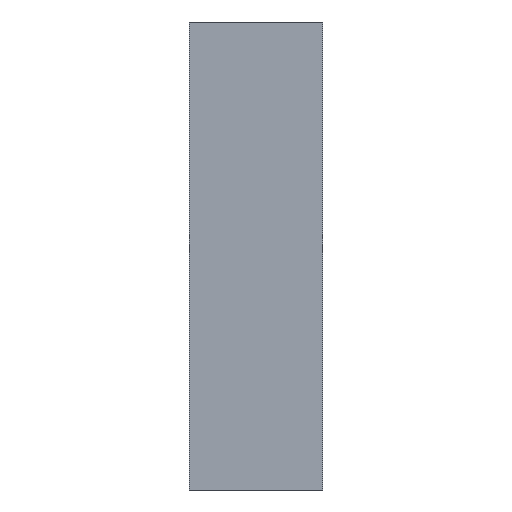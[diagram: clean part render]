
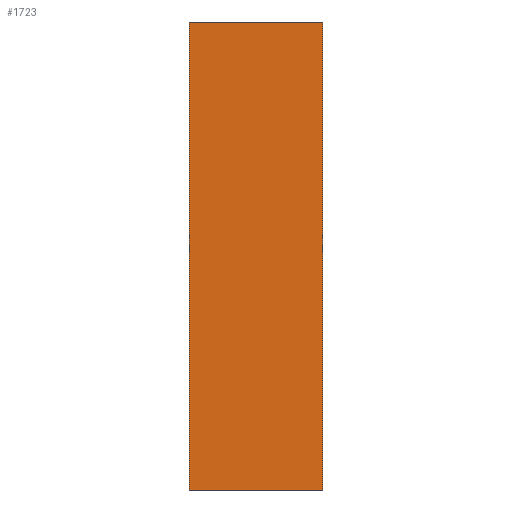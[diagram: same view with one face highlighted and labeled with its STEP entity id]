
A CAD part, left-side view. The second image highlights one B-rep face of the part: STEP entity #1723.
In plain terms, the highlighted planar face has unit normal (-1, 0, 0).
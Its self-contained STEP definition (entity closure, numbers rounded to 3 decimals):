
#13=DIRECTION('',(0.,-1.,0.));
#14=VECTOR('',#13,20.);
#15=CARTESIAN_POINT('',(-300.,10.,0.));
#16=LINE('',#15,#14);
#17=DIRECTION('',(0.,0.,1.));
#18=VECTOR('',#17,70.);
#19=CARTESIAN_POINT('',(-300.,-10.,0.));
#20=LINE('',#19,#18);
#37=DIRECTION('',(0.,0.,1.));
#38=VECTOR('',#37,70.);
#39=CARTESIAN_POINT('',(-300.,10.,0.));
#40=LINE('',#39,#38);
#69=DIRECTION('',(0.,-1.,0.));
#70=VECTOR('',#69,20.);
#71=CARTESIAN_POINT('',(-300.,10.,70.));
#72=LINE('',#71,#70);
#1273=CARTESIAN_POINT('',(-300.,-10.,0.));
#1275=VERTEX_POINT('',#1273);
#1279=CARTESIAN_POINT('',(-300.,10.,0.));
#1280=VERTEX_POINT('',#1279);
#1281=CARTESIAN_POINT('',(-300.,-10.,70.));
#1283=VERTEX_POINT('',#1281);
#1287=CARTESIAN_POINT('',(-300.,10.,70.));
#1288=VERTEX_POINT('',#1287);
#1710=CARTESIAN_POINT('',(-300.,10.,0.));
#1711=DIRECTION('',(-1.,0.,0.));
#1712=DIRECTION('',(0.,-1.,0.));
#1713=AXIS2_PLACEMENT_3D('',#1710,#1711,#1712);
#1714=PLANE('',#1713);
#1715=ORIENTED_EDGE('',*,*,#1680,.F.);
#1717=ORIENTED_EDGE('',*,*,#1716,.T.);
#1719=ORIENTED_EDGE('',*,*,#1718,.T.);
#1720=ORIENTED_EDGE('',*,*,#1691,.F.);
#1721=EDGE_LOOP('',(#1715,#1717,#1719,#1720));
#1722=FACE_OUTER_BOUND('',#1721,.F.);
#1723=ADVANCED_FACE('',(#1722),#1714,.T.);
#1680=EDGE_CURVE('',#1280,#1275,#16,.T.);
#1691=EDGE_CURVE('',#1275,#1283,#20,.T.);
#1716=EDGE_CURVE('',#1280,#1288,#40,.T.);
#1718=EDGE_CURVE('',#1288,#1283,#72,.T.);
